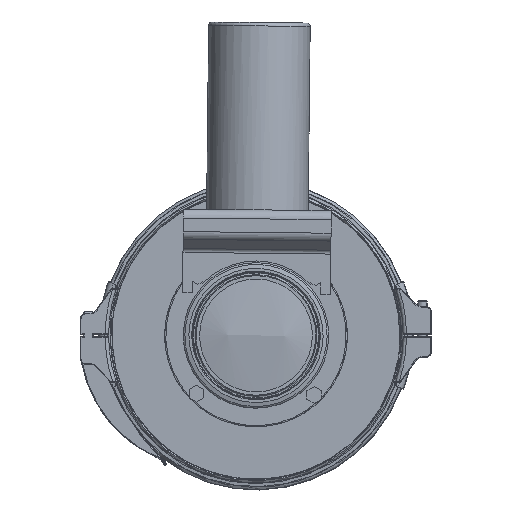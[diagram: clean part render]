
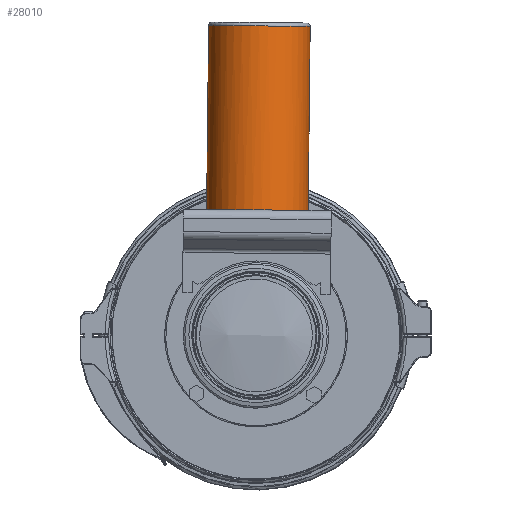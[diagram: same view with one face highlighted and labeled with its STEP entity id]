
A CAD part, front view. The second image highlights one B-rep face of the part: STEP entity #28010.
In plain terms, the highlighted cylindrical face has radius 45 mm (diameter 90 mm), a full revolution.
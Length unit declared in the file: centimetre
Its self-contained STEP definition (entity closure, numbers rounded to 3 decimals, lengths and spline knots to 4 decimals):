
#1711=CYLINDRICAL_SURFACE('',#29669,4.5);
#2154=LINE('',#40838,#3694);
#3694=VECTOR('',#32899,4.5);
#5670=FACE_OUTER_BOUND('',#7299,.T.);
#7299=EDGE_LOOP('',(#17758,#17759,#17760,#17761,#17762,#17763,#17764,#17765,
#17766));
#8954=CIRCLE('',#29663,4.5);
#8955=CIRCLE('',#29665,4.5);
#8958=CIRCLE('',#29670,4.5);
#8959=CIRCLE('',#29671,4.5);
#8960=CIRCLE('',#29672,4.5);
#8961=CIRCLE('',#29673,4.5);
#8962=CIRCLE('',#29674,4.5);
#10776=VERTEX_POINT('',#40814);
#10777=VERTEX_POINT('',#40815);
#10778=VERTEX_POINT('',#40819);
#10781=VERTEX_POINT('',#40824);
#10784=VERTEX_POINT('',#40833);
#10785=VERTEX_POINT('',#40837);
#10786=VERTEX_POINT('',#40839);
#13450=EDGE_CURVE('',#10777,#10776,#8954,.T.);
#13454=EDGE_CURVE('',#10778,#10781,#8955,.T.);
#13457=EDGE_CURVE('',#10778,#10784,#8958,.T.);
#13458=EDGE_CURVE('',#10777,#10781,#8959,.T.);
#13459=EDGE_CURVE('',#10784,#10776,#8960,.T.);
#13460=EDGE_CURVE('',#10784,#10785,#2154,.T.);
#13461=EDGE_CURVE('',#10785,#10786,#8961,.F.);
#13462=EDGE_CURVE('',#10786,#10785,#8962,.F.);
#17758=ORIENTED_EDGE('',*,*,#13457,.F.);
#17759=ORIENTED_EDGE('',*,*,#13454,.T.);
#17760=ORIENTED_EDGE('',*,*,#13458,.F.);
#17761=ORIENTED_EDGE('',*,*,#13450,.T.);
#17762=ORIENTED_EDGE('',*,*,#13459,.F.);
#17763=ORIENTED_EDGE('',*,*,#13460,.T.);
#17764=ORIENTED_EDGE('',*,*,#13461,.T.);
#17765=ORIENTED_EDGE('',*,*,#13462,.T.);
#17766=ORIENTED_EDGE('',*,*,#13460,.F.);
#28010=ADVANCED_FACE('',(#5670),#1711,.T.);
#29663=AXIS2_PLACEMENT_3D('',#40817,#32876,#32877);
#29665=AXIS2_PLACEMENT_3D('',#40826,#32883,#32884);
#29669=AXIS2_PLACEMENT_3D('',#40832,#32891,#32892);
#29670=AXIS2_PLACEMENT_3D('',#40834,#32893,#32894);
#29671=AXIS2_PLACEMENT_3D('',#40835,#32895,#32896);
#29672=AXIS2_PLACEMENT_3D('',#40836,#32897,#32898);
#29673=AXIS2_PLACEMENT_3D('',#40840,#32900,#32901);
#29674=AXIS2_PLACEMENT_3D('',#40841,#32902,#32903);
#32876=DIRECTION('center_axis',(0.011,0.,
1.));
#32877=DIRECTION('ref_axis',(1.,0.,-0.011));
#32883=DIRECTION('center_axis',(0.011,0.,
1.));
#32884=DIRECTION('ref_axis',(1.,0.,-0.011));
#32891=DIRECTION('center_axis',(-0.011,0.,
-1.));
#32892=DIRECTION('ref_axis',(-1.,0.,0.011));
#32893=DIRECTION('center_axis',(-0.011,0.,
-1.));
#32894=DIRECTION('ref_axis',(-1.,0.,0.011));
#32895=DIRECTION('center_axis',(-0.011,0.,
-1.));
#32896=DIRECTION('ref_axis',(-1.,0.,0.011));
#32897=DIRECTION('center_axis',(-0.011,0.,
-1.));
#32898=DIRECTION('ref_axis',(-1.,0.,0.011));
#32899=DIRECTION('',(0.011,0.,1.));
#32900=DIRECTION('center_axis',(0.011,0.,
1.));
#32901=DIRECTION('ref_axis',(1.,0.,-0.011));
#32902=DIRECTION('center_axis',(0.011,0.,
1.));
#32903=DIRECTION('ref_axis',(1.,0.,-0.011));
#40814=CARTESIAN_POINT('',(-5.2183,-60.1358,35.7714));
#40815=CARTESIAN_POINT('',(-12.5636,-60.1358,35.8521));
#40817=CARTESIAN_POINT('Origin',(-8.891,-57.5358,35.8118));
#40819=CARTESIAN_POINT('',(-4.6221,-56.1128,35.7649));
#40824=CARTESIAN_POINT('',(-13.1598,-56.1128,35.8587));
#40826=CARTESIAN_POINT('Origin',(-8.891,-57.5358,35.8118));
#40832=CARTESIAN_POINT('Origin',(-8.7087,-57.5358,52.4108));
#40833=CARTESIAN_POINT('',(-4.3913,-57.5358,35.7624));
#40834=CARTESIAN_POINT('Origin',(-8.891,-57.5358,35.8118));
#40835=CARTESIAN_POINT('Origin',(-8.891,-57.5358,35.8118));
#40836=CARTESIAN_POINT('Origin',(-8.891,-57.5358,35.8118));
#40837=CARTESIAN_POINT('',(-4.2122,-57.5358,52.0614));
#40838=CARTESIAN_POINT('',(-4.2089,-57.5358,52.3614));
#40839=CARTESIAN_POINT('',(-13.2117,-57.5358,52.1602));
#40840=CARTESIAN_POINT('Origin',(-8.712,-57.5358,52.1108));
#40841=CARTESIAN_POINT('Origin',(-8.712,-57.5358,52.1108));
